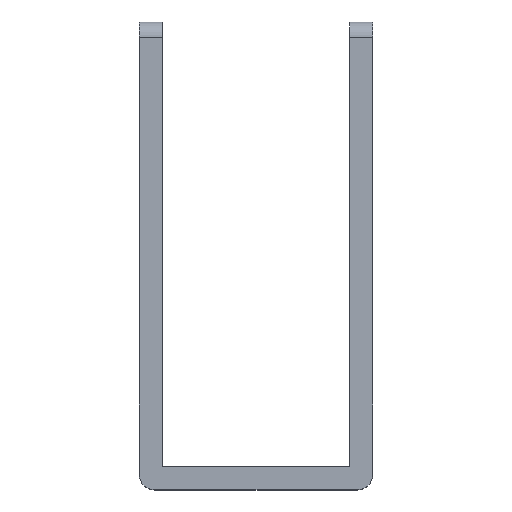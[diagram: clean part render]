
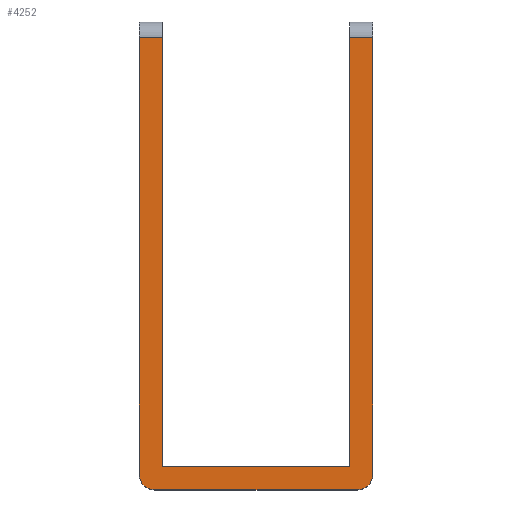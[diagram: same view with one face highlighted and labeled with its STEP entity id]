
A CAD part, top view. The second image highlights one B-rep face of the part: STEP entity #4252.
In plain terms, the highlighted planar face has unit normal (0, 0, 1).
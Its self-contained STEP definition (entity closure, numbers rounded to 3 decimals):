
#88 = AXIS2_PLACEMENT_3D ( 'NONE', #2640, #616, #2962 ) ;
#233 = ORIENTED_EDGE ( 'NONE', *, *, #887, .T. ) ;
#248 = ORIENTED_EDGE ( 'NONE', *, *, #807, .T. ) ;
#298 = DIRECTION ( 'NONE',  ( 1., 0., 0. ) ) ;
#447 = CARTESIAN_POINT ( 'NONE',  ( -12., 60., 24. ) ) ;
#459 = DIRECTION ( 'NONE',  ( 0., 1., 0. ) ) ;
#460 = LINE ( 'NONE', #3174, #3898 ) ;
#485 = CIRCLE ( 'NONE', #88, 2. ) ;
#520 = AXIS2_PLACEMENT_3D ( 'NONE', #4279, #2317, #298 ) ;
#542 = CARTESIAN_POINT ( 'NONE',  ( 12., 3., 24. ) ) ;
#611 = CARTESIAN_POINT ( 'NONE',  ( -12., 3., 24. ) ) ;
#616 = DIRECTION ( 'NONE',  ( 0., 0., 1. ) ) ;
#618 = EDGE_CURVE ( 'NONE', #3666, #3324, #2571, .T. ) ;
#626 = ORIENTED_EDGE ( 'NONE', *, *, #3829, .T. ) ;
#628 = CARTESIAN_POINT ( 'NONE',  ( 12., 58., 24. ) ) ;
#648 = ORIENTED_EDGE ( 'NONE', *, *, #4308, .T. ) ;
#665 = CARTESIAN_POINT ( 'NONE',  ( -15., 58., 24. ) ) ;
#675 = CARTESIAN_POINT ( 'NONE',  ( -13., 0., 24. ) ) ;
#768 = VERTEX_POINT ( 'NONE', #611 ) ;
#807 = EDGE_CURVE ( 'NONE', #4175, #3666, #1598, .T. ) ;
#867 = EDGE_CURVE ( 'NONE', #1933, #1258, #485, .T. ) ;
#887 = EDGE_CURVE ( 'NONE', #3761, #3064, #3919, .T. ) ;
#944 = EDGE_CURVE ( 'NONE', #2906, #3148, #1487, .T. ) ;
#1146 = LINE ( 'NONE', #3534, #2928 ) ;
#1180 = DIRECTION ( 'NONE',  ( 0., 0., 1. ) ) ;
#1203 = DIRECTION ( 'NONE',  ( -1., 0., 0. ) ) ;
#1258 = VERTEX_POINT ( 'NONE', #675 ) ;
#1348 = FACE_OUTER_BOUND ( 'NONE', #3253, .T. ) ;
#1410 = CARTESIAN_POINT ( 'NONE',  ( -15., 2., 24. ) ) ;
#1487 = LINE ( 'NONE', #665, #2858 ) ;
#1529 = VECTOR ( 'NONE', #4264, 1000. ) ;
#1598 = LINE ( 'NONE', #628, #4132 ) ;
#1657 = ORIENTED_EDGE ( 'NONE', *, *, #2857, .T. ) ;
#1726 = ORIENTED_EDGE ( 'NONE', *, *, #867, .T. ) ;
#1818 = CARTESIAN_POINT ( 'NONE',  ( 13., 0., 24. ) ) ;
#1933 = VERTEX_POINT ( 'NONE', #1410 ) ;
#1972 = DIRECTION ( 'NONE',  ( -1., 0., 0. ) ) ;
#2188 = CARTESIAN_POINT ( 'NONE',  ( 15., 60., 24. ) ) ;
#2253 = VECTOR ( 'NONE', #3828, 1000. ) ;
#2317 = DIRECTION ( 'NONE',  ( 0., 0., 1. ) ) ;
#2368 = VECTOR ( 'NONE', #459, 1000. ) ;
#2440 = LINE ( 'NONE', #2604, #1529 ) ;
#2479 = CARTESIAN_POINT ( 'NONE',  ( 15., 58., 24. ) ) ;
#2547 = ORIENTED_EDGE ( 'NONE', *, *, #4245, .T. ) ;
#2571 = LINE ( 'NONE', #4098, #2672 ) ;
#2604 = CARTESIAN_POINT ( 'NONE',  ( -15., 60., 24. ) ) ;
#2640 = CARTESIAN_POINT ( 'NONE',  ( -13., 2., 24. ) ) ;
#2672 = VECTOR ( 'NONE', #3123, 1000. ) ;
#2764 = AXIS2_PLACEMENT_3D ( 'NONE', #2866, #1180, #3510 ) ;
#2801 = CARTESIAN_POINT ( 'NONE',  ( -15., 58., 24. ) ) ;
#2857 = EDGE_CURVE ( 'NONE', #3148, #1933, #2440, .T. ) ;
#2858 = VECTOR ( 'NONE', #2992, 1000. ) ;
#2866 = CARTESIAN_POINT ( 'NONE',  ( 0., 0., 24. ) ) ;
#2906 = VERTEX_POINT ( 'NONE', #2978 ) ;
#2928 = VECTOR ( 'NONE', #1203, 1000. ) ;
#2962 = DIRECTION ( 'NONE',  ( 1., 0., 0. ) ) ;
#2968 = ORIENTED_EDGE ( 'NONE', *, *, #3762, .T. ) ;
#2978 = CARTESIAN_POINT ( 'NONE',  ( -12., 58., 24. ) ) ;
#2992 = DIRECTION ( 'NONE',  ( -1., 0., 0. ) ) ;
#3064 = VERTEX_POINT ( 'NONE', #3736 ) ;
#3123 = DIRECTION ( 'NONE',  ( 0., -1., 0. ) ) ;
#3148 = VERTEX_POINT ( 'NONE', #2801 ) ;
#3174 = CARTESIAN_POINT ( 'NONE',  ( -15., 0., 24. ) ) ;
#3253 = EDGE_LOOP ( 'NONE', ( #626, #233, #2547, #248, #4093, #648, #2968, #4174, #1657, #1726 ) ) ;
#3324 = VERTEX_POINT ( 'NONE', #542 ) ;
#3495 = DIRECTION ( 'NONE',  ( 1., 0., 0. ) ) ;
#3510 = DIRECTION ( 'NONE',  ( 1., 0., 0. ) ) ;
#3534 = CARTESIAN_POINT ( 'NONE',  ( -12., 3., 24. ) ) ;
#3666 = VERTEX_POINT ( 'NONE', #4060 ) ;
#3736 = CARTESIAN_POINT ( 'NONE',  ( 15., 2., 24. ) ) ;
#3761 = VERTEX_POINT ( 'NONE', #1818 ) ;
#3762 = EDGE_CURVE ( 'NONE', #768, #2906, #4207, .T. ) ;
#3828 = DIRECTION ( 'NONE',  ( 0., 1., 0. ) ) ;
#3829 = EDGE_CURVE ( 'NONE', #1258, #3761, #460, .T. ) ;
#3898 = VECTOR ( 'NONE', #3495, 1000. ) ;
#3919 = CIRCLE ( 'NONE', #520, 2. ) ;
#3996 = LINE ( 'NONE', #2188, #2253 ) ;
#4060 = CARTESIAN_POINT ( 'NONE',  ( 12., 58., 24. ) ) ;
#4093 = ORIENTED_EDGE ( 'NONE', *, *, #618, .T. ) ;
#4098 = CARTESIAN_POINT ( 'NONE',  ( 12., 60., 24. ) ) ;
#4132 = VECTOR ( 'NONE', #1972, 1000. ) ;
#4155 = PLANE ( 'NONE',  #2764 ) ;
#4174 = ORIENTED_EDGE ( 'NONE', *, *, #944, .T. ) ;
#4175 = VERTEX_POINT ( 'NONE', #2479 ) ;
#4207 = LINE ( 'NONE', #447, #2368 ) ;
#4245 = EDGE_CURVE ( 'NONE', #3064, #4175, #3996, .T. ) ;
#4252 = ADVANCED_FACE ( 'NONE', ( #1348 ), #4155, .T. ) ;
#4264 = DIRECTION ( 'NONE',  ( 0., -1., 0. ) ) ;
#4279 = CARTESIAN_POINT ( 'NONE',  ( 13., 2., 24. ) ) ;
#4308 = EDGE_CURVE ( 'NONE', #3324, #768, #1146, .T. ) ;
